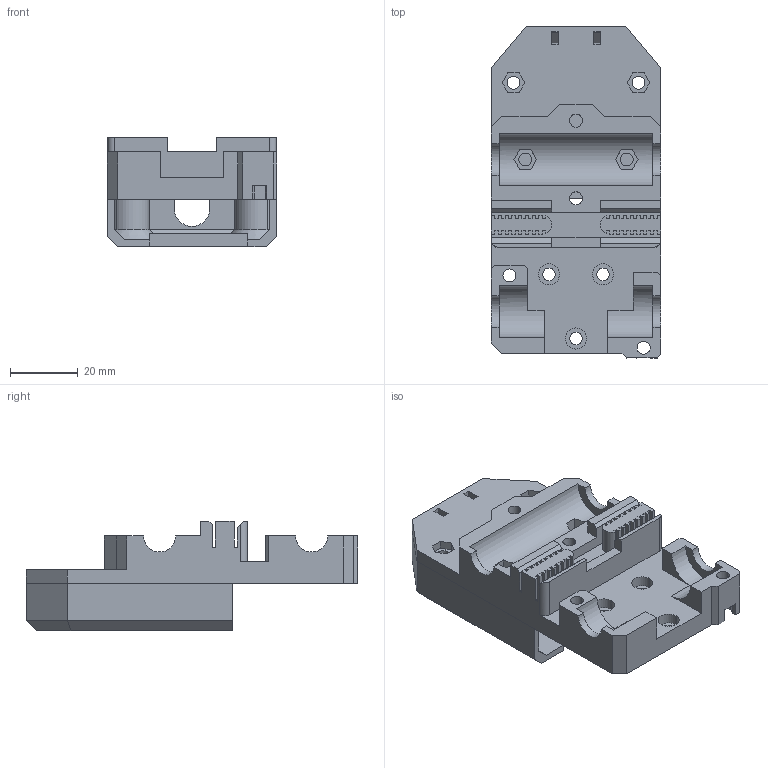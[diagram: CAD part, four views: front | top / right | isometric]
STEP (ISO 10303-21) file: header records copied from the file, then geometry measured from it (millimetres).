
FILE_DESCRIPTION (( 'STEP AP214' ), '1' );
FILE_NAME ('304 X Carriage.STEP', '2021-03-17T19:20:30', ( '' ), ( '' ), 'SwSTEP 2.0', 'SolidWorks 2019', '' );
FILE_SCHEMA (( 'AUTOMOTIVE_DESIGN' ));
Length unit declared in the file: millimetre
Products named in the file (1): 304 X Carriage
Bounding box: 50 x 98.2 x 32.31 mm (x, y, z)
Volume: 50903.6 mm3; surface area: 28192.9 mm2
Topology: 4 solids, 4 shells, 390 faces, 1088 edges, 719 vertices
Faces by surface type: plane 335, cylinder 52, cone 3
Entity records: 12462 total; most frequent: CARTESIAN_POINT 2238, ORIENTED_EDGE 2176, DIRECTION 1969, EDGE_CURVE 1088, VECTOR 965, LINE 965, VERTEX_POINT 719, AXIS2_PLACEMENT_3D 502
